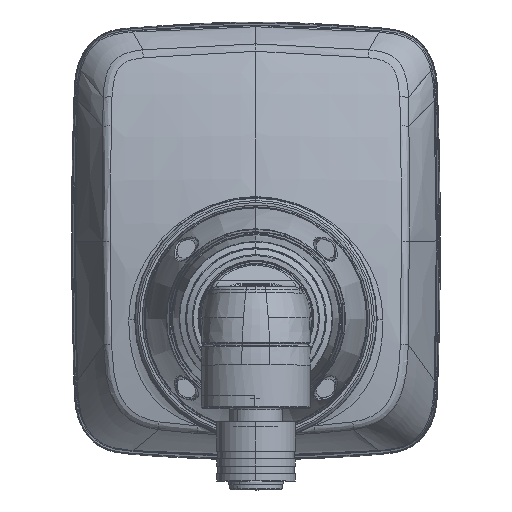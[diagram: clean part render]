
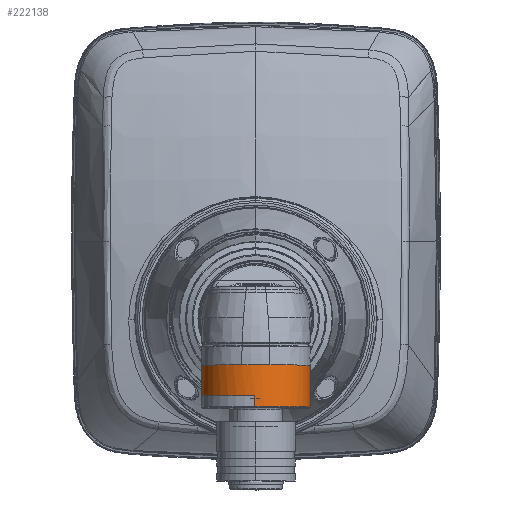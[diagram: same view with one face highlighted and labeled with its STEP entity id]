
A CAD part, top view. The second image highlights one B-rep face of the part: STEP entity #222138.
In plain terms, the highlighted cylindrical face has radius 11 mm (diameter 22 mm), a partial arc.
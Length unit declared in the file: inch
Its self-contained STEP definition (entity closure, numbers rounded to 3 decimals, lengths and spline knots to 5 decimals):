
#205776=CARTESIAN_POINT('',(0.14104,-0.48448,
3.71654));
#205791=CARTESIAN_POINT('',(0.42906,-0.37499,
4.06718));
#205792=CARTESIAN_POINT('',(0.42568,-0.37933,
4.04251));
#205793=CARTESIAN_POINT('',(0.41461,-0.38962,
3.99349));
#205794=CARTESIAN_POINT('',(0.38518,-0.40828,
3.92324));
#205795=CARTESIAN_POINT('',(0.35042,-0.42517,
3.86937));
#205796=CARTESIAN_POINT('',(0.317,-0.43867,
3.83019));
#205797=CARTESIAN_POINT('',(0.28005,-0.4519,
3.79398));
#205798=CARTESIAN_POINT('',(0.22773,-0.46742,
3.75491));
#205799=CARTESIAN_POINT('',(0.17578,-0.4787,
3.72914));
#205800=CARTESIAN_POINT('',(0.14602,-0.48369,
3.71826));
#205801=CARTESIAN_POINT('',(0.14101,-0.48448,
3.71653));
#205927=DIRECTION('',(0.,1.,0.));
#205928=VECTOR('',#205927,0.13363);
#205929=CARTESIAN_POINT('',(0.14107,-0.61811,
3.71654));
#205930=LINE('',#205929,#205928);
#205931=CARTESIAN_POINT('',(0.,-0.61811,4.12598));
#205932=DIRECTION('',(0.,1.,0.));
#205933=DIRECTION('',(0.326,0.,-0.945));
#205934=AXIS2_PLACEMENT_3D('',#205931,#205932,#205933);
#205936=CARTESIAN_POINT('',(0.,-0.61811,4.12598));
#205937=DIRECTION('',(0.,1.,0.));
#205938=DIRECTION('',(-0.326,0.,-0.945));
#205939=AXIS2_PLACEMENT_3D('',#205936,#205937,#205938);
#205941=DIRECTION('',(0.,1.,0.));
#205942=VECTOR('',#205941,0.13363);
#205943=CARTESIAN_POINT('',(-0.14107,-0.61811,
3.71654));
#205944=LINE('',#205943,#205942);
#205945=CARTESIAN_POINT('',(0.,-0.37499,4.12598));
#205946=DIRECTION('',(0.,1.,0.));
#205947=DIRECTION('',(-0.259,0.,0.966));
#205948=AXIS2_PLACEMENT_3D('',#205945,#205946,#205947);
#205950=CARTESIAN_POINT('',(0.,-0.61811,4.12598));
#205951=DIRECTION('',(0.,1.,0.));
#205952=DIRECTION('',(0.231,0.,-0.973));
#205953=AXIS2_PLACEMENT_3D('',#205950,#205951,#205952);
#206256=CARTESIAN_POINT('',(-0.42906,-0.37499,
4.06718));
#206257=CARTESIAN_POINT('',(-0.42568,-0.37933,
4.04251));
#206258=CARTESIAN_POINT('',(-0.41461,-0.38962,
3.99349));
#206259=CARTESIAN_POINT('',(-0.38518,-0.40828,
3.92324));
#206260=CARTESIAN_POINT('',(-0.35042,-0.42517,
3.86937));
#206261=CARTESIAN_POINT('',(-0.317,-0.43867,
3.83019));
#206262=CARTESIAN_POINT('',(-0.28005,-0.4519,
3.79398));
#206263=CARTESIAN_POINT('',(-0.22773,-0.46742,
3.75491));
#206264=CARTESIAN_POINT('',(-0.17578,-0.4787,
3.72914));
#206265=CARTESIAN_POINT('',(-0.14602,-0.48369,
3.71826));
#206266=CARTESIAN_POINT('',(-0.14101,-0.48448,
3.71653));
#206281=CARTESIAN_POINT('',(-0.14104,-0.48448,
3.71654));
#206319=DIRECTION('',(0.,-1.,0.));
#206320=VECTOR('',#206319,0.09055);
#206321=CARTESIAN_POINT('',(-0.00849,-0.61811,
4.55897));
#206322=LINE('',#206321,#206320);
#206323=DIRECTION('',(0.,-1.,0.));
#206324=VECTOR('',#206323,0.09055);
#206325=CARTESIAN_POINT('',(0.00849,-0.61811,
3.693));
#206326=LINE('',#206325,#206324);
#206390=CARTESIAN_POINT('',(0.,-0.70866,4.12598));
#206391=DIRECTION('',(0.,1.,0.));
#206392=DIRECTION('',(-0.02,0.,1.));
#206393=AXIS2_PLACEMENT_3D('',#206390,#206391,#206392);
#217857=CARTESIAN_POINT('',(0.,-0.37499,4.12598));
#217858=DIRECTION('',(0.,1.,0.));
#217859=DIRECTION('',(0.259,0.,0.966));
#217860=AXIS2_PLACEMENT_3D('',#217857,#217858,#217859);
#217961=CARTESIAN_POINT('',(0.,-0.37499,4.12598));
#217962=DIRECTION('',(0.,-1.,0.));
#217963=DIRECTION('',(-0.259,0.,0.966));
#217964=AXIS2_PLACEMENT_3D('',#217961,#217962,#217963);
#220722=CARTESIAN_POINT('',(0.11209,-0.37499,
4.5443));
#220723=CARTESIAN_POINT('',(0.42906,-0.37499,
4.06718));
#220724=VERTEX_POINT('',#220722);
#220725=VERTEX_POINT('',#220723);
#220733=CARTESIAN_POINT('',(-0.11209,-0.37499,
4.5443));
#220734=CARTESIAN_POINT('',(-0.42906,-0.37499,
4.06718));
#220735=VERTEX_POINT('',#220733);
#220736=VERTEX_POINT('',#220734);
#220792=VERTEX_POINT('',#205776);
#220795=VERTEX_POINT('',#206281);
#221026=CARTESIAN_POINT('',(-0.00849,-0.70866,
4.55897));
#221027=CARTESIAN_POINT('',(0.00849,-0.70866,
3.693));
#221028=VERTEX_POINT('',#221026);
#221029=VERTEX_POINT('',#221027);
#221062=CARTESIAN_POINT('',(0.10002,-0.61811,
3.70462));
#221063=CARTESIAN_POINT('',(0.00849,-0.61811,
3.693));
#221064=VERTEX_POINT('',#221062);
#221065=VERTEX_POINT('',#221063);
#221068=CARTESIAN_POINT('',(-0.14107,-0.61811,
3.71654));
#221069=CARTESIAN_POINT('',(-0.00849,-0.61811,
4.55897));
#221070=VERTEX_POINT('',#221068);
#221071=VERTEX_POINT('',#221069);
#221074=CARTESIAN_POINT('',(0.14107,-0.61811,
3.71654));
#221076=VERTEX_POINT('',#221074);
#222108=CARTESIAN_POINT('',(0.,-0.37499,4.12598));
#222109=DIRECTION('',(0.,1.,0.));
#222110=DIRECTION('',(0.,0.,-1.));
#222111=AXIS2_PLACEMENT_3D('',#222108,#222109,#222110);
#222112=CYLINDRICAL_SURFACE('',#222111,0.43307);
#222113=ORIENTED_EDGE('',*,*,#222100,.F.);
#222114=ORIENTED_EDGE('',*,*,#222089,.T.);
#222116=ORIENTED_EDGE('',*,*,#222115,.T.);
#222118=ORIENTED_EDGE('',*,*,#222117,.T.);
#222120=ORIENTED_EDGE('',*,*,#222119,.F.);
#222122=ORIENTED_EDGE('',*,*,#222121,.F.);
#222124=ORIENTED_EDGE('',*,*,#222123,.F.);
#222126=ORIENTED_EDGE('',*,*,#222125,.T.);
#222128=ORIENTED_EDGE('',*,*,#222127,.F.);
#222130=ORIENTED_EDGE('',*,*,#222129,.F.);
#222132=ORIENTED_EDGE('',*,*,#222131,.T.);
#222134=ORIENTED_EDGE('',*,*,#222133,.T.);
#222135=ORIENTED_EDGE('',*,*,#222021,.T.);
#222136=EDGE_LOOP('',(#222113,#222114,#222116,#222118,#222120,#222122,#222124,
#222126,#222128,#222130,#222132,#222134,#222135));
#222137=FACE_OUTER_BOUND('',#222136,.F.);
#222138=ADVANCED_FACE('',(#222137),#222112,.T.);
#205802=B_SPLINE_CURVE_WITH_KNOTS('',3,(#205791,#205792,#205793,#205794,#205795,
#205796,#205797,#205798,#205799,#205800,#205801),.UNSPECIFIED.,.F.,.F.,(4,1,1,1,
1,1,1,1,4),(0.,0.16127,0.32254,0.48382,
0.56445,0.64509,0.80636,0.96763,1.),
.UNSPECIFIED.);
#205935=CIRCLE('',#205934,0.43307);
#205940=CIRCLE('',#205939,0.43307);
#205949=CIRCLE('',#205948,0.43307);
#205954=CIRCLE('',#205953,0.43307);
#206267=B_SPLINE_CURVE_WITH_KNOTS('',3,(#206256,#206257,#206258,#206259,#206260,
#206261,#206262,#206263,#206264,#206265,#206266),.UNSPECIFIED.,.F.,.F.,(4,1,1,1,
1,1,1,1,4),(0.,0.16127,0.32254,0.48382,
0.56445,0.64509,0.80636,0.96763,1.),
.UNSPECIFIED.);
#206394=CIRCLE('',#206393,0.43307);
#217861=CIRCLE('',#217860,0.43307);
#217965=CIRCLE('',#217964,0.43307);
#222021=EDGE_CURVE('',#220725,#220792,#205802,.T.);
#222089=EDGE_CURVE('',#221076,#221064,#205935,.T.);
#222100=EDGE_CURVE('',#221076,#220792,#205930,.T.);
#222115=EDGE_CURVE('',#221064,#221065,#205954,.T.);
#222117=EDGE_CURVE('',#221065,#221029,#206326,.T.);
#222119=EDGE_CURVE('',#221028,#221029,#206394,.T.);
#222121=EDGE_CURVE('',#221071,#221028,#206322,.T.);
#222123=EDGE_CURVE('',#221070,#221071,#205940,.T.);
#222125=EDGE_CURVE('',#221070,#220795,#205944,.T.);
#222127=EDGE_CURVE('',#220736,#220795,#206267,.T.);
#222129=EDGE_CURVE('',#220735,#220736,#217965,.T.);
#222131=EDGE_CURVE('',#220735,#220724,#205949,.T.);
#222133=EDGE_CURVE('',#220724,#220725,#217861,.T.);
